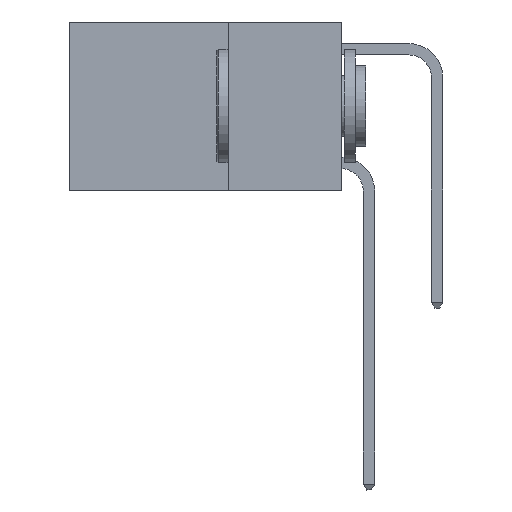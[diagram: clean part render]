
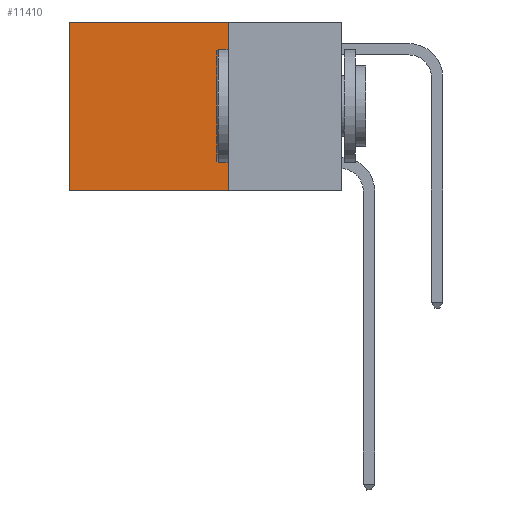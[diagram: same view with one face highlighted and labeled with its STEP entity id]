
A CAD part, left-side view. The second image highlights one B-rep face of the part: STEP entity #11410.
In plain terms, the highlighted planar face has unit normal (-1, 0, 0).
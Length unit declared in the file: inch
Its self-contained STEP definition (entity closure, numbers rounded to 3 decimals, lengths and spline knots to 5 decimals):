
#663 = ORIENTED_EDGE ( 'NONE', *, *, #14255, .F. ) ;
#795 = FACE_OUTER_BOUND ( 'NONE', #4283, .T. ) ;
#1098 = PLANE ( 'NONE',  #14340 ) ;
#1247 = DIRECTION ( 'NONE',  ( 0., 1., 0. ) ) ;
#2452 = VECTOR ( 'NONE', #1247, 39.37008 ) ;
#2553 = ORIENTED_EDGE ( 'NONE', *, *, #13423, .T. ) ;
#2955 = LINE ( 'NONE', #15275, #16301 ) ;
#3398 = VERTEX_POINT ( 'NONE', #11208 ) ;
#3776 = VECTOR ( 'NONE', #5616, 39.37008 ) ;
#4112 = DIRECTION ( 'NONE',  ( 0., 0., -1. ) ) ;
#4283 = EDGE_LOOP ( 'NONE', ( #2553, #663, #17746, #8463 ) ) ;
#4602 = CARTESIAN_POINT ( 'NONE',  ( 0.2625, 0.6, 0. ) ) ;
#4719 = VERTEX_POINT ( 'NONE', #9324 ) ;
#5408 = CARTESIAN_POINT ( 'NONE',  ( 0.2625, 0.25, 0. ) ) ;
#5616 = DIRECTION ( 'NONE',  ( 0., 0., -1. ) ) ;
#5712 = DIRECTION ( 'NONE',  ( 1., 0., 0. ) ) ;
#5920 = DIRECTION ( 'NONE',  ( 0., 0., -1. ) ) ;
#7678 = DIRECTION ( 'NONE',  ( 0., 1., 0. ) ) ;
#7707 = LINE ( 'NONE', #4602, #18248 ) ;
#8342 = VERTEX_POINT ( 'NONE', #9416 ) ;
#8463 = ORIENTED_EDGE ( 'NONE', *, *, #15708, .T. ) ;
#9324 = CARTESIAN_POINT ( 'NONE',  ( 0.2625, 0.6, -0.37 ) ) ;
#9416 = CARTESIAN_POINT ( 'NONE',  ( 0.2625, 0.25, -0.37 ) ) ;
#11017 = VERTEX_POINT ( 'NONE', #12479 ) ;
#11208 = CARTESIAN_POINT ( 'NONE',  ( 0.2625, 0.25, 0. ) ) ;
#11410 = ADVANCED_FACE ( 'NONE', ( #795 ), #1098, .F. ) ;
#12479 = CARTESIAN_POINT ( 'NONE',  ( 0.2625, 0.6, 0. ) ) ;
#13423 = EDGE_CURVE ( 'NONE', #11017, #4719, #7707, .T. ) ;
#13545 = LINE ( 'NONE', #17981, #2452 ) ;
#14255 = EDGE_CURVE ( 'NONE', #8342, #4719, #13545, .T. ) ;
#14340 = AXIS2_PLACEMENT_3D ( 'NONE', #5408, #5712, #4112 ) ;
#14357 = CARTESIAN_POINT ( 'NONE',  ( 0.2625, 0.25, 0. ) ) ;
#14555 = EDGE_CURVE ( 'NONE', #3398, #8342, #14929, .T. ) ;
#14929 = LINE ( 'NONE', #14357, #3776 ) ;
#15275 = CARTESIAN_POINT ( 'NONE',  ( 0.2625, 0.25, 0. ) ) ;
#15708 = EDGE_CURVE ( 'NONE', #3398, #11017, #2955, .T. ) ;
#16301 = VECTOR ( 'NONE', #7678, 39.37008 ) ;
#17746 = ORIENTED_EDGE ( 'NONE', *, *, #14555, .F. ) ;
#17981 = CARTESIAN_POINT ( 'NONE',  ( 0.2625, 0.25, -0.37 ) ) ;
#18248 = VECTOR ( 'NONE', #5920, 39.37008 ) ;
